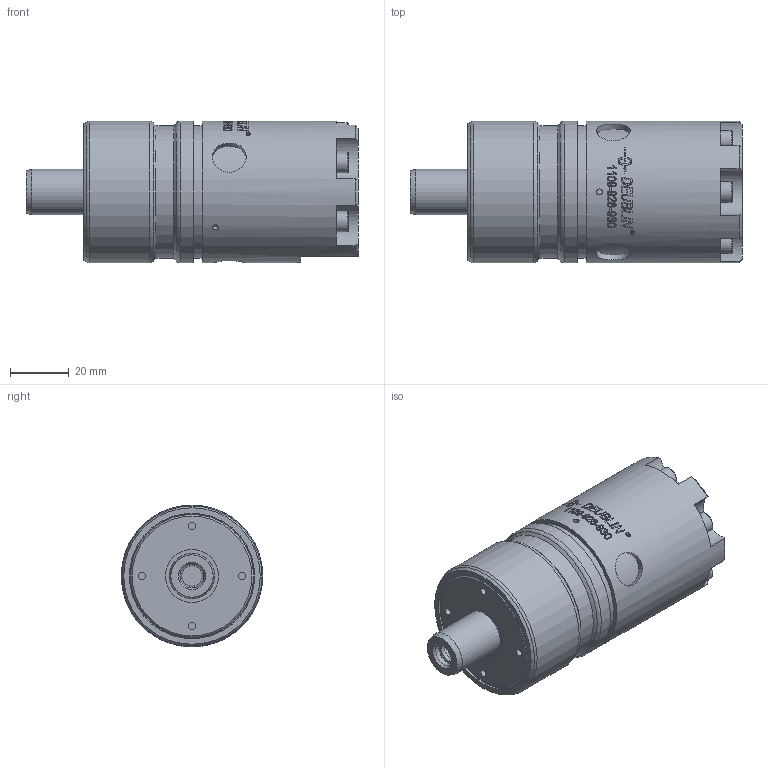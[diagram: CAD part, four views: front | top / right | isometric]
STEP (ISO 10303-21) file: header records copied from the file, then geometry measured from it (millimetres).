
FILE_DESCRIPTION(/* description */ (''),/* implementation_level */ '2;1');
FILE_NAME(/* name */ '1109-926-930-IC_Rev_D.stp',/* time_stamp */ '2020-05-21T13:56:25-05:00',/* author */ ('dyurkovich'),/* organization */ (''),/* preprocessor_version */ 'ST-DEVELOPER v18',/* originating_system */ 'Autodesk Inventor 2020',/* authorisation */ '');
FILE_SCHEMA (('AUTOMOTIVE_DESIGN { 1 0 10303 214 3 1 1 }'));
Length unit declared in the file: millimetre
Products named in the file (1): 1109-926-930-IC_Rev_D
Bounding box: 112.58 x 48 x 48 mm (x, y, z)
Volume: 162442.7 mm3; surface area: 24792.9 mm2
Topology: 2 solids, 8 shells, 474 faces, 1277 edges, 879 vertices
Faces by surface type: plane 203, bspline 139, cylinder 97, cone 19, torus 16
Full cylindrical faces by diameter (mm): 2 x3, 2.5 x4, 4 x5, 4.5 x6, 6.817 x1, 7 x5, 7.433 x2, 8.1 x3, 9.34 x2, 11.445 x4, 12.9 x2, 15.4 x1, 18 x1, 29.44 x1, 29.46 x1, 42.5 x1, 45 x2, 48 x3
Entity records: 20539 total; most frequent: CARTESIAN_POINT 8994, ORIENTED_EDGE 2544, DIRECTION 2049, EDGE_CURVE 1272, VERTEX_POINT 879, AXIS2_PLACEMENT_3D 799, EDGE_LOOP 555, ADVANCED_FACE 474
